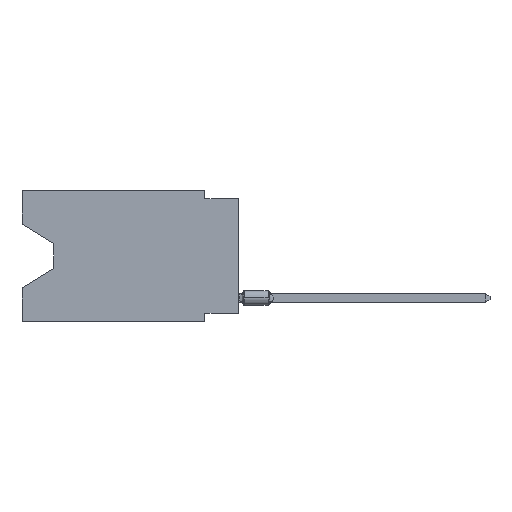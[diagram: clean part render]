
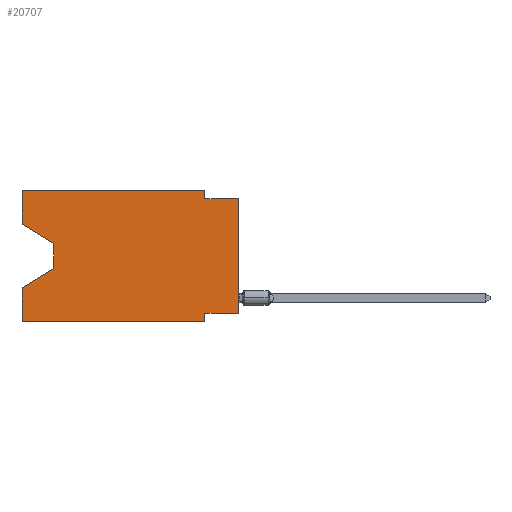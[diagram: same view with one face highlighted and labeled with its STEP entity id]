
A CAD part, left-side view. The second image highlights one B-rep face of the part: STEP entity #20707.
In plain terms, the highlighted planar face has unit normal (-1, 0, 0).
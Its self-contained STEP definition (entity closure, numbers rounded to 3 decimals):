
#220 = LINE ( 'NONE', #26061, #19346 ) ;
#526 = VERTEX_POINT ( 'NONE', #12498 ) ;
#970 = EDGE_CURVE ( 'NONE', #3772, #13716, #15459, .T. ) ;
#1163 = CARTESIAN_POINT ( 'NONE',  ( 0., 13.97, -4.013 ) ) ;
#2068 = LINE ( 'NONE', #12347, #16931 ) ;
#2090 = VECTOR ( 'NONE', #19225, 1000. ) ;
#2403 = DIRECTION ( 'NONE',  ( 0., 0., 1. ) ) ;
#2643 = VERTEX_POINT ( 'NONE', #10213 ) ;
#2756 = VECTOR ( 'NONE', #31135, 1000. ) ;
#3534 = ORIENTED_EDGE ( 'NONE', *, *, #9215, .F. ) ;
#3772 = VERTEX_POINT ( 'NONE', #18087 ) ;
#4374 = CARTESIAN_POINT ( 'NONE',  ( 0., 0., -0.635 ) ) ;
#4941 = LINE ( 'NONE', #22499, #21588 ) ;
#5287 = DIRECTION ( 'NONE',  ( 0., -1., 0. ) ) ;
#5673 = CARTESIAN_POINT ( 'NONE',  ( 0., 16.383, -2.546 ) ) ;
#5691 = CARTESIAN_POINT ( 'NONE',  ( 0., 16.383, -7.36 ) ) ;
#5915 = VERTEX_POINT ( 'NONE', #5691 ) ;
#6277 = DIRECTION ( 'NONE',  ( 0., 0., 1. ) ) ;
#8083 = VERTEX_POINT ( 'NONE', #15961 ) ;
#9215 = EDGE_CURVE ( 'NONE', #526, #13716, #29999, .T. ) ;
#9290 = ORIENTED_EDGE ( 'NONE', *, *, #29940, .F. ) ;
#9951 = VERTEX_POINT ( 'NONE', #12519 ) ;
#9999 = EDGE_CURVE ( 'NONE', #29214, #5915, #4941, .T. ) ;
#10107 = VECTOR ( 'NONE', #28012, 1000. ) ;
#10182 = VECTOR ( 'NONE', #16689, 1000. ) ;
#10213 = CARTESIAN_POINT ( 'NONE',  ( 0., 2.54, -9.906 ) ) ;
#10573 = PLANE ( 'NONE',  #31118 ) ;
#10959 = LINE ( 'NONE', #1163, #32691 ) ;
#11082 = CARTESIAN_POINT ( 'NONE',  ( 0., 0., -9.271 ) ) ;
#11275 = EDGE_CURVE ( 'NONE', #3772, #18922, #13622, .T. ) ;
#11775 = EDGE_CURVE ( 'NONE', #14020, #25763, #21835, .T. ) ;
#11958 = CARTESIAN_POINT ( 'NONE',  ( 0., 0., -0.635 ) ) ;
#12347 = CARTESIAN_POINT ( 'NONE',  ( 0., 2.54, -9.906 ) ) ;
#12498 = CARTESIAN_POINT ( 'NONE',  ( 0., 2.54, -0.635 ) ) ;
#12519 = CARTESIAN_POINT ( 'NONE',  ( 0., 16.383, -2.546 ) ) ;
#12588 = ORIENTED_EDGE ( 'NONE', *, *, #23886, .F. ) ;
#12762 = DIRECTION ( 'NONE',  ( 1., 0., 0. ) ) ;
#13622 = LINE ( 'NONE', #11082, #17808 ) ;
#13716 = VERTEX_POINT ( 'NONE', #11958 ) ;
#14020 = VERTEX_POINT ( 'NONE', #23460 ) ;
#14199 = LINE ( 'NONE', #24498, #30715 ) ;
#14726 = CARTESIAN_POINT ( 'NONE',  ( 0., 13.97, -5.893 ) ) ;
#15459 = LINE ( 'NONE', #25765, #25518 ) ;
#15720 = EDGE_CURVE ( 'NONE', #25763, #526, #20761, .T. ) ;
#15961 = CARTESIAN_POINT ( 'NONE',  ( 0., 13.97, -4.013 ) ) ;
#16319 = CARTESIAN_POINT ( 'NONE',  ( 0., 16.383, -9.906 ) ) ;
#16435 = CARTESIAN_POINT ( 'NONE',  ( 0., 16.383, 0. ) ) ;
#16689 = DIRECTION ( 'NONE',  ( 0., -1., 0. ) ) ;
#16795 = CARTESIAN_POINT ( 'NONE',  ( 0., 2.54, 0. ) ) ;
#16931 = VECTOR ( 'NONE', #33261, 1000. ) ;
#17808 = VECTOR ( 'NONE', #18843, 1000. ) ;
#17946 = ORIENTED_EDGE ( 'NONE', *, *, #9999, .F. ) ;
#18087 = CARTESIAN_POINT ( 'NONE',  ( 0., 0., -9.271 ) ) ;
#18667 = EDGE_CURVE ( 'NONE', #9951, #8083, #23753, .T. ) ;
#18843 = DIRECTION ( 'NONE',  ( 0., 1., 0. ) ) ;
#18922 = VERTEX_POINT ( 'NONE', #22518 ) ;
#19225 = DIRECTION ( 'NONE',  ( 0., 0.855, -0.519 ) ) ;
#19346 = VECTOR ( 'NONE', #5287, 1000. ) ;
#19399 = LINE ( 'NONE', #29684, #2090 ) ;
#20177 = ORIENTED_EDGE ( 'NONE', *, *, #31856, .T. ) ;
#20357 = DIRECTION ( 'NONE',  ( 0., 0., 1. ) ) ;
#20395 = EDGE_CURVE ( 'NONE', #8083, #29862, #10959, .T. ) ;
#20667 = ORIENTED_EDGE ( 'NONE', *, *, #11275, .F. ) ;
#20707 = ADVANCED_FACE ( 'NONE', ( #33346 ), #10573, .F. ) ;
#20761 = LINE ( 'NONE', #25835, #10107 ) ;
#21546 = ORIENTED_EDGE ( 'NONE', *, *, #15720, .F. ) ;
#21588 = VECTOR ( 'NONE', #2403, 1000. ) ;
#21835 = LINE ( 'NONE', #16435, #29692 ) ;
#21885 = ORIENTED_EDGE ( 'NONE', *, *, #22424, .T. ) ;
#22158 = EDGE_LOOP ( 'NONE', ( #26535, #29473, #20177, #17946, #21885, #9290, #20667, #22410, #3534, #21546, #30451, #12588 ) ) ;
#22410 = ORIENTED_EDGE ( 'NONE', *, *, #970, .T. ) ;
#22424 = EDGE_CURVE ( 'NONE', #29214, #2643, #220, .T. ) ;
#22499 = CARTESIAN_POINT ( 'NONE',  ( 0., 16.383, 0. ) ) ;
#22518 = CARTESIAN_POINT ( 'NONE',  ( 0., 2.54, -9.271 ) ) ;
#23460 = CARTESIAN_POINT ( 'NONE',  ( 0., 16.383, 0. ) ) ;
#23753 = LINE ( 'NONE', #5673, #2756 ) ;
#23886 = EDGE_CURVE ( 'NONE', #9951, #14020, #14199, .T. ) ;
#24498 = CARTESIAN_POINT ( 'NONE',  ( 0., 16.383, 0. ) ) ;
#25518 = VECTOR ( 'NONE', #20357, 1000. ) ;
#25763 = VERTEX_POINT ( 'NONE', #16795 ) ;
#25765 = CARTESIAN_POINT ( 'NONE',  ( 0., 0., 0. ) ) ;
#25835 = CARTESIAN_POINT ( 'NONE',  ( 0., 2.54, 0. ) ) ;
#26061 = CARTESIAN_POINT ( 'NONE',  ( 0., 16.383, -9.906 ) ) ;
#26535 = ORIENTED_EDGE ( 'NONE', *, *, #18667, .T. ) ;
#26917 = DIRECTION ( 'NONE',  ( 0., -1., 0. ) ) ;
#28012 = DIRECTION ( 'NONE',  ( 0., 0., -1. ) ) ;
#28467 = CARTESIAN_POINT ( 'NONE',  ( 0., 16.383, 0. ) ) ;
#28844 = DIRECTION ( 'NONE',  ( 0., 0., -1. ) ) ;
#29214 = VERTEX_POINT ( 'NONE', #16319 ) ;
#29473 = ORIENTED_EDGE ( 'NONE', *, *, #20395, .T. ) ;
#29684 = CARTESIAN_POINT ( 'NONE',  ( 0., 13.97, -5.893 ) ) ;
#29692 = VECTOR ( 'NONE', #26917, 1000. ) ;
#29862 = VERTEX_POINT ( 'NONE', #14726 ) ;
#29940 = EDGE_CURVE ( 'NONE', #18922, #2643, #2068, .T. ) ;
#29999 = LINE ( 'NONE', #4374, #10182 ) ;
#30451 = ORIENTED_EDGE ( 'NONE', *, *, #11775, .F. ) ;
#30715 = VECTOR ( 'NONE', #6277, 1000. ) ;
#31118 = AXIS2_PLACEMENT_3D ( 'NONE', #28467, #12762, #33168 ) ;
#31135 = DIRECTION ( 'NONE',  ( 0., -0.855, -0.519 ) ) ;
#31856 = EDGE_CURVE ( 'NONE', #29862, #5915, #19399, .T. ) ;
#32691 = VECTOR ( 'NONE', #28844, 1000. ) ;
#33168 = DIRECTION ( 'NONE',  ( 0., 0., -1. ) ) ;
#33261 = DIRECTION ( 'NONE',  ( 0., 0., -1. ) ) ;
#33346 = FACE_OUTER_BOUND ( 'NONE', #22158, .T. ) ;
